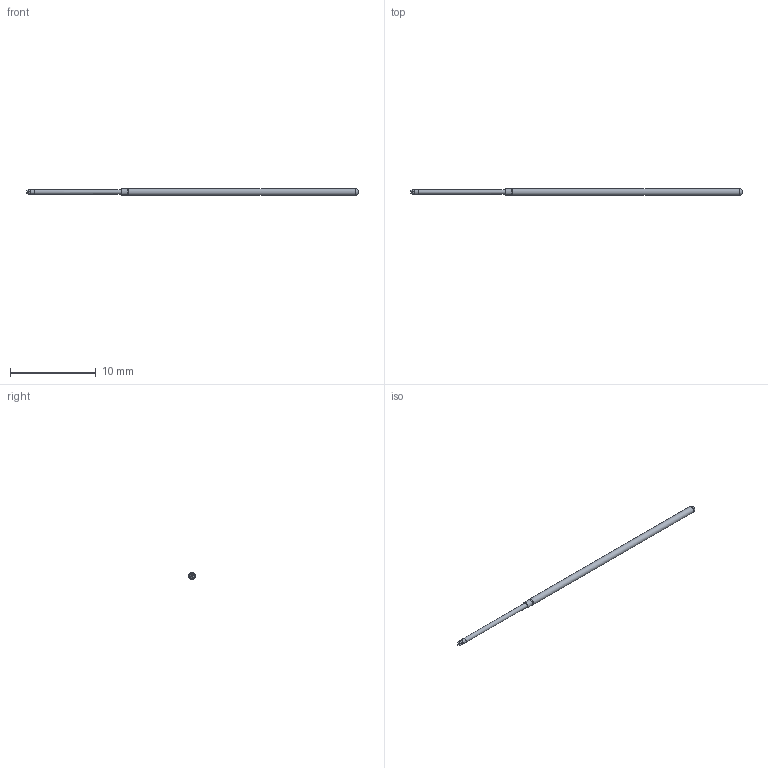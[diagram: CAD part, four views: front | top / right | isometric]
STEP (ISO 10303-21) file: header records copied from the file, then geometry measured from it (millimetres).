
FILE_DESCRIPTION (( 'STEP AP214' ), '1' );
FILE_NAME ('050-PTP40G4-S.STEP', '2019-06-17T19:41:40', ( '' ), ( '' ), 'SwSTEP 2.0', 'SolidWorks 2018', '' );
FILE_SCHEMA (( 'AUTOMOTIVE_DESIGN' ));
Length unit declared in the file: inch
Products named in the file (1): 050-PTP40G4-S
Bounding box: 38.79 x 0.78 x 0.78 mm (x, y, z)
Volume: 15.6 mm3; surface area: 86.8 mm2
Topology: 1 solids, 1 shells, 29 faces, 70 edges, 44 vertices
Faces by surface type: bspline 12, cone 6, plane 6, cylinder 4, torus 1
Full cylindrical faces by diameter (mm): 0.508 x1, 0.533 x1, 0.711 x1, 0.782 x1
Entity records: 2947 total; most frequent: CARTESIAN_POINT 2011, ORIENTED_EDGE 120, DIRECTION 68, EDGE_CURVE 60, B_SPLINE_CURVE_WITH_KNOTS 44, VERTEX_POINT 41, EDGE_LOOP 37, FACE_OUTER_BOUND 34
